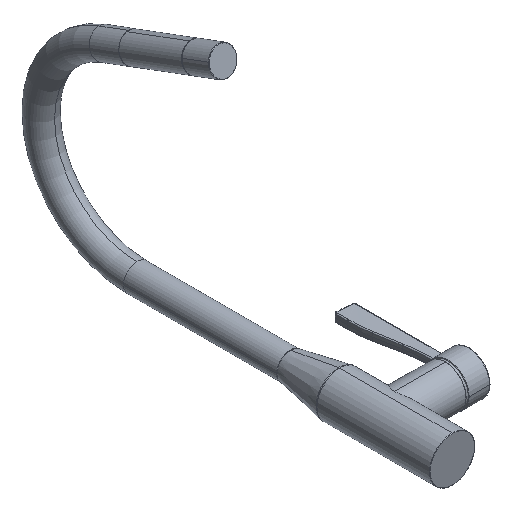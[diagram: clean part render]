
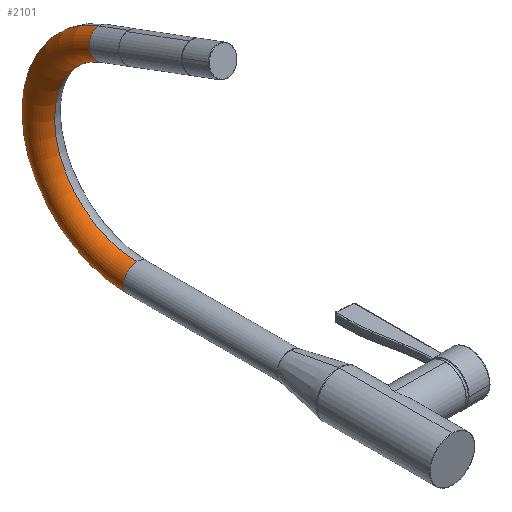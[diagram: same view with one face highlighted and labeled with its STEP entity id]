
A CAD part, isometric view. The second image highlights one B-rep face of the part: STEP entity #2101.
In plain terms, the highlighted toroidal (fillet/blend) face has major radius 100 mm and minor radius 14.1 mm.
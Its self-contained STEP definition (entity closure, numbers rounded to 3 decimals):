
#8 = AXIS2_PLACEMENT_3D ( 'NONE', #308, #2347, #2835 ) ;
#54 = CIRCLE ( 'NONE', #3100, 85.9 ) ;
#74 = VERTEX_POINT ( 'NONE', #5238 ) ;
#82 = DIRECTION ( 'NONE',  ( 0., 0., 1. ) ) ;
#308 = CARTESIAN_POINT ( 'NONE',  ( -193.748, 194.705, 0. ) ) ;
#441 = CIRCLE ( 'NONE', #4669, 14.1 ) ;
#678 = CIRCLE ( 'NONE', #4062, 114.1 ) ;
#908 = CARTESIAN_POINT ( 'NONE',  ( -100., 159.9, 0. ) ) ;
#1092 = ORIENTED_EDGE ( 'NONE', *, *, #2071, .T. ) ;
#1105 = DIRECTION ( 'NONE',  ( 1., 0., 0. ) ) ;
#1458 = CARTESIAN_POINT ( 'NONE',  ( 0., 159.9, 0. ) ) ;
#1462 = CARTESIAN_POINT ( 'NONE',  ( -14.1, 159.9, 0. ) ) ;
#1539 = DIRECTION ( 'NONE',  ( 1., 0., 0. ) ) ;
#1551 = DIRECTION ( 'NONE',  ( 0., 0., 1. ) ) ;
#1999 = VERTEX_POINT ( 'NONE', #3700 ) ;
#2029 = DIRECTION ( 'NONE',  ( 0., 0., 1. ) ) ;
#2044 = CARTESIAN_POINT ( 'NONE',  ( 0., 159.9, -14.1 ) ) ;
#2071 = EDGE_CURVE ( 'NONE', #4102, #3194, #54, .T. ) ;
#2101 = ADVANCED_FACE ( 'NONE', ( #4373 ), #2291, .T. ) ;
#2291 = TOROIDAL_SURFACE ( 'NONE', #3017, 100., 14.1 ) ;
#2331 = DIRECTION ( 'NONE',  ( 0., 0., 1. ) ) ;
#2347 = DIRECTION ( 'NONE',  ( -0.348, -0.937, 0. ) ) ;
#2738 = DIRECTION ( 'NONE',  ( 0., 0., 1. ) ) ;
#2791 = ORIENTED_EDGE ( 'NONE', *, *, #3325, .T. ) ;
#2835 = DIRECTION ( 'NONE',  ( 0., 0., 1. ) ) ;
#2936 = EDGE_CURVE ( 'NONE', #1999, #4718, #3198, .T. ) ;
#3017 = AXIS2_PLACEMENT_3D ( 'NONE', #5023, #82, #3293 ) ;
#3100 = AXIS2_PLACEMENT_3D ( 'NONE', #908, #2738, #1539 ) ;
#3194 = VERTEX_POINT ( 'NONE', #3827 ) ;
#3198 = CIRCLE ( 'NONE', #3456, 14.1 ) ;
#3210 = DIRECTION ( 'NONE',  ( 0., 1., 0. ) ) ;
#3293 = DIRECTION ( 'NONE',  ( 1., 0., 0. ) ) ;
#3325 = EDGE_CURVE ( 'NONE', #4718, #4102, #441, .T. ) ;
#3353 = CARTESIAN_POINT ( 'NONE',  ( 0., 159.9, 0. ) ) ;
#3456 = AXIS2_PLACEMENT_3D ( 'NONE', #3353, #4116, #2029 ) ;
#3596 = EDGE_CURVE ( 'NONE', #74, #3194, #4325, .T. ) ;
#3620 = EDGE_LOOP ( 'NONE', ( #5059, #5084, #2791, #1092, #5282 ) ) ;
#3700 = CARTESIAN_POINT ( 'NONE',  ( 14.1, 159.9, 0. ) ) ;
#3827 = CARTESIAN_POINT ( 'NONE',  ( -180.529, 189.798, 0. ) ) ;
#4062 = AXIS2_PLACEMENT_3D ( 'NONE', #5234, #1551, #1105 ) ;
#4084 = EDGE_CURVE ( 'NONE', #1999, #74, #678, .T. ) ;
#4102 = VERTEX_POINT ( 'NONE', #1462 ) ;
#4116 = DIRECTION ( 'NONE',  ( 0., 1., 0. ) ) ;
#4325 = CIRCLE ( 'NONE', #8, 14.1 ) ;
#4373 = FACE_OUTER_BOUND ( 'NONE', #3620, .T. ) ;
#4669 = AXIS2_PLACEMENT_3D ( 'NONE', #1458, #3210, #2331 ) ;
#4718 = VERTEX_POINT ( 'NONE', #2044 ) ;
#5023 = CARTESIAN_POINT ( 'NONE',  ( -100., 159.9, 0. ) ) ;
#5059 = ORIENTED_EDGE ( 'NONE', *, *, #4084, .F. ) ;
#5084 = ORIENTED_EDGE ( 'NONE', *, *, #2936, .T. ) ;
#5234 = CARTESIAN_POINT ( 'NONE',  ( -100., 159.9, 0. ) ) ;
#5238 = CARTESIAN_POINT ( 'NONE',  ( -206.966, 199.613, 0. ) ) ;
#5282 = ORIENTED_EDGE ( 'NONE', *, *, #3596, .F. ) ;
